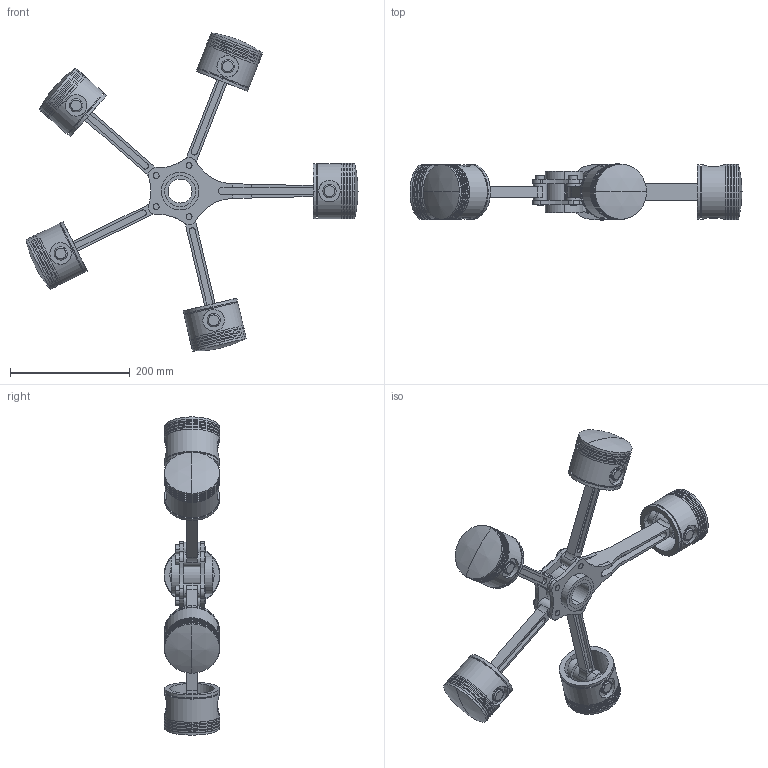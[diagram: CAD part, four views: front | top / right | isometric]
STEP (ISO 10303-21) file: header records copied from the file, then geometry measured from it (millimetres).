
FILE_DESCRIPTION (( 'STEP AP214' ), '1' );
FILE_NAME ('radial_engine_assembly.STEP', '2025-07-13T18:29:02', ( '' ), ( '' ), 'SwSTEP 2.0', 'SolidWorks 2025', '' );
FILE_SCHEMA (( 'AUTOMOTIVE_DESIGN' ));
Length unit declared in the file: millimetre
Products named in the file (14): piston_pin_plug; piston_pin; rod_bush_lower; piston_ring; rod_bush_upper; master_rod_piston_assembly; piston_head_with_rings_assembly; master_rod; master_rod_bearing; articulated_rod_piston_assembly; articulated_rod; piston; radial_engine_assembly; link_pin
Assembly tree (28 placements, depth 4):
  radial_engine_assembly
    master_rod_piston_assembly
      master_rod
      piston_head_with_rings_assembly
        piston
        piston_ring  x4
      piston_pin
      piston_pin_plug  x2
      master_rod_bearing
      rod_bush_upper
    articulated_rod_piston_assembly  x4
      articulated_rod
      piston_head_with_rings_assembly
        piston
        piston_ring  x4
      rod_bush_lower
      rod_bush_upper
      piston_pin
      piston_pin_plug
    link_pin  x4
Bounding box: 555.48 x 93 x 532.34 mm (x, y, z)
Volume: 1842690.1 mm3; surface area: 709401 mm2
Topology: 59 solids, 59 shells, 890 faces, 2057 edges, 1365 vertices
Faces by surface type: cylinder 554, plane 306, torus 20, sphere 10
Entity records: 7671 total; most frequent: CARTESIAN_POINT 1616, DIRECTION 1327, ORIENTED_EDGE 1082, AXIS2_PLACEMENT_3D 558, EDGE_CURVE 541, VERTEX_POINT 359, CIRCLE 304, EDGE_LOOP 274
